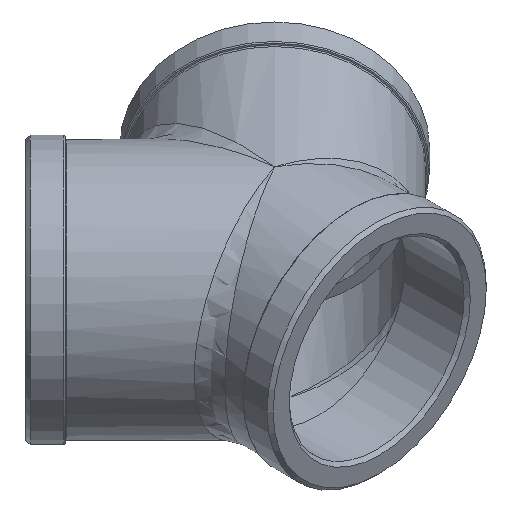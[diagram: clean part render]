
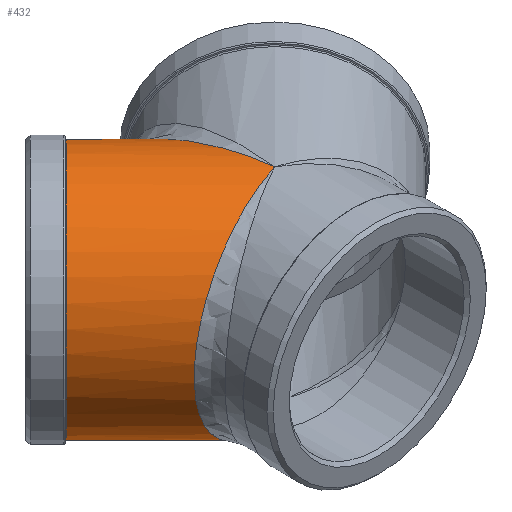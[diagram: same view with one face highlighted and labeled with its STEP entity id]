
A CAD part, isometric view. The second image highlights one B-rep face of the part: STEP entity #432.
In plain terms, the highlighted cylindrical face has radius 34.5 mm (diameter 69 mm), a full revolution.
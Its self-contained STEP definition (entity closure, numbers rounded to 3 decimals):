
#33=ELLIPSE('',#488,39.115,34.5);
#34=ELLIPSE('',#489,56.307,34.5);
#45=CYLINDRICAL_SURFACE('',#487,34.5);
#73=FACE_BOUND('',#154,.T.);
#105=FACE_OUTER_BOUND('',#153,.T.);
#153=EDGE_LOOP('',(#342,#343));
#154=EDGE_LOOP('',(#344));
#216=CIRCLE('',#484,34.5);
#243=VERTEX_POINT('',#715);
#244=VERTEX_POINT('',#716);
#249=VERTEX_POINT('',#733);
#288=EDGE_CURVE('',#249,#249,#216,.T.);
#290=EDGE_CURVE('',#244,#243,#33,.T.);
#291=EDGE_CURVE('',#243,#244,#34,.T.);
#342=ORIENTED_EDGE('',*,*,#290,.F.);
#343=ORIENTED_EDGE('',*,*,#291,.F.);
#344=ORIENTED_EDGE('',*,*,#288,.F.);
#432=ADVANCED_FACE('',(#105,#73),#45,.T.);
#484=AXIS2_PLACEMENT_3D('',#734,#583,#584);
#487=AXIS2_PLACEMENT_3D('',#738,#589,#590);
#488=AXIS2_PLACEMENT_3D('',#739,#591,#592);
#489=AXIS2_PLACEMENT_3D('',#740,#593,#594);
#583=DIRECTION('center_axis',(-0.707,0.707,0.));
#584=DIRECTION('ref_axis',(-0.707,-0.707,0.));
#589=DIRECTION('center_axis',(0.707,-0.707,0.));
#590=DIRECTION('ref_axis',(-0.707,-0.707,0.));
#591=DIRECTION('center_axis',(0.29,-0.957,0.));
#592=DIRECTION('ref_axis',(-0.957,-0.29,0.));
#593=DIRECTION('center_axis',(0.992,0.126,0.));
#594=DIRECTION('ref_axis',(-0.126,0.992,0.));
#715=CARTESIAN_POINT('',(0.,0.,-34.5));
#716=CARTESIAN_POINT('',(0.,0.,34.5));
#733=CARTESIAN_POINT('',(-9.334,58.124,0.));
#734=CARTESIAN_POINT('Origin',(-33.729,33.729,0.));
#738=CARTESIAN_POINT('Origin',(-10.105,10.105,0.));
#739=CARTESIAN_POINT('Origin',(0.,0.,
0.));
#740=CARTESIAN_POINT('Origin',(0.,0.,
0.));
